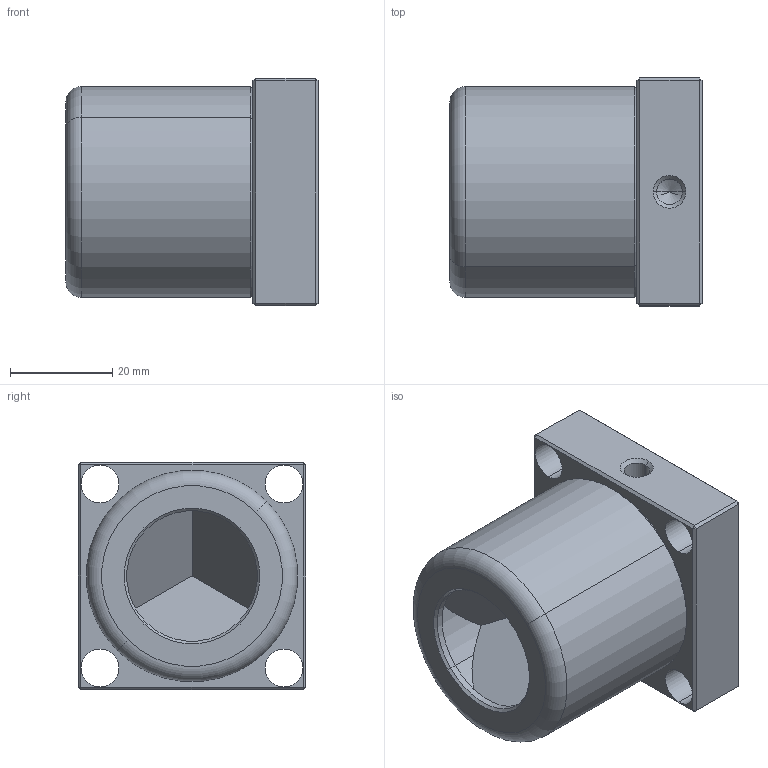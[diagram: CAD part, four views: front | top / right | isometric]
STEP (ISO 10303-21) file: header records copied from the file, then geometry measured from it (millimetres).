
FILE_DESCRIPTION (( 'STEP AP214' ), '1' );
FILE_NAME ('374528.STEP', '2020-05-09T04:02:37', ( 'user' ), ( '微软中国' ), 'SwSTEP 2.0', 'SolidWorks 2016', '' );
FILE_SCHEMA (( 'AUTOMOTIVE_DESIGN' ));
Length unit declared in the file: millimetre
Products named in the file (1): 374528
Bounding box: 49.2 x 44.5 x 44.5 mm (x, y, z)
Volume: 49531.6 mm3; surface area: 24519.6 mm2
Topology: 10 solids, 10 shells, 259 faces, 578 edges, 338 vertices
Faces by surface type: plane 113, cylinder 74, cone 56, torus 10, bspline 6
Entity records: 11062 total; most frequent: CARTESIAN_POINT 2365, DIRECTION 1254, ORIENTED_EDGE 1108, EDGE_CURVE 554, AXIS2_PLACEMENT_3D 481, VERTEX_POINT 338, EDGE_LOOP 302, VECTOR 292
